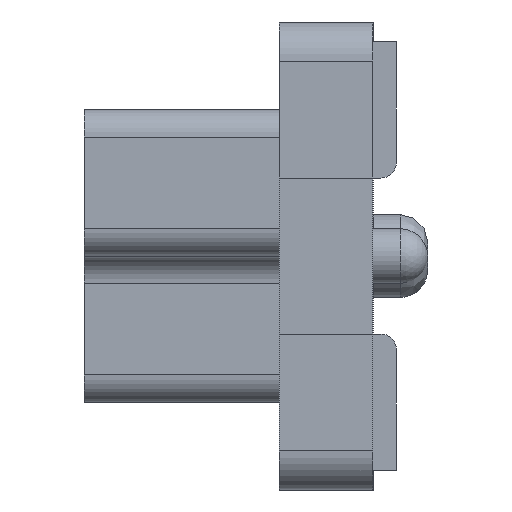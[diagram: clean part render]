
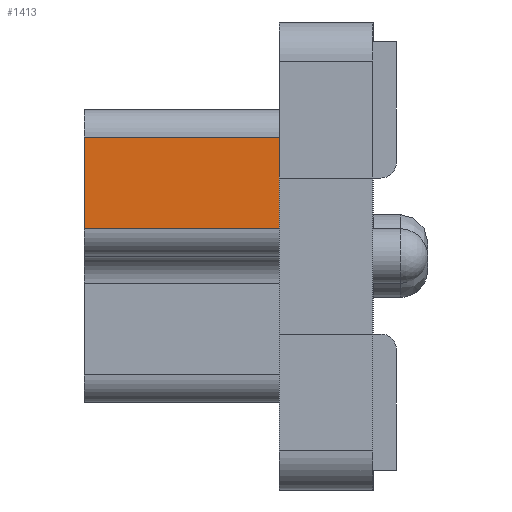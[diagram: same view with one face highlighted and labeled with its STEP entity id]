
A CAD part, left-side view. The second image highlights one B-rep face of the part: STEP entity #1413.
In plain terms, the highlighted planar face has unit normal (-1, 0, 0).
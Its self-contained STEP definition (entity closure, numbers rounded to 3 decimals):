
#1413 = ADVANCED_FACE( '', ( #2888 ), #2889, .T. );
#2888 = FACE_OUTER_BOUND( '', #4460, .T. );
#2889 = PLANE( '', #4461 );
#4460 = EDGE_LOOP( '', ( #9002, #9003, #9004, #9005 ) );
#4461 = AXIS2_PLACEMENT_3D( '', #9006, #9007, #9008 );
#9002 = ORIENTED_EDGE( '', *, *, #11336, .F. );
#9003 = ORIENTED_EDGE( '', *, *, #11269, .F. );
#9004 = ORIENTED_EDGE( '', *, *, #9828, .T. );
#9005 = ORIENTED_EDGE( '', *, *, #10988, .T. );
#9006 = CARTESIAN_POINT( '', ( -10.115, 1.2, 0.35 ) );
#9007 = DIRECTION( '', ( -1., 0., 0. ) );
#9008 = DIRECTION( '', ( 0., 0., 1. ) );
#9828 = EDGE_CURVE( '', #11920, #11918, #11921, .T. );
#10988 = EDGE_CURVE( '', #11918, #13812, #13815, .T. );
#11269 = EDGE_CURVE( '', #11920, #14188, #14191, .T. );
#11336 = EDGE_CURVE( '', #14188, #13812, #14272, .T. );
#11918 = VERTEX_POINT( '', #14995 );
#11920 = VERTEX_POINT( '', #14997 );
#11921 = LINE( '', #14998, #14999 );
#13812 = VERTEX_POINT( '', #17790 );
#13815 = LINE( '', #17793, #17794 );
#14188 = VERTEX_POINT( '', #18334 );
#14191 = LINE( '', #18338, #18339 );
#14272 = LINE( '', #18460, #18461 );
#14995 = CARTESIAN_POINT( '', ( -10.115, 1.2, 1.525 ) );
#14997 = CARTESIAN_POINT( '', ( -10.115, 1.2, 0.35 ) );
#14998 = CARTESIAN_POINT( '', ( -10.115, 1.2, 0.35 ) );
#14999 = VECTOR( '', #19144, 1000. );
#17790 = CARTESIAN_POINT( '', ( -10.115, 3.7, 1.525 ) );
#17793 = CARTESIAN_POINT( '', ( -10.115, 1.2, 1.525 ) );
#17794 = VECTOR( '', #20234, 1000. );
#18334 = CARTESIAN_POINT( '', ( -10.115, 3.7, 0.35 ) );
#18338 = CARTESIAN_POINT( '', ( -10.115, 1.2, 0.35 ) );
#18339 = VECTOR( '', #20463, 1000. );
#18460 = CARTESIAN_POINT( '', ( -10.115, 3.7, 0.35 ) );
#18461 = VECTOR( '', #20513, 1000. );
#19144 = DIRECTION( '', ( 0., 0., 1. ) );
#20234 = DIRECTION( '', ( 0., 1., 0. ) );
#20463 = DIRECTION( '', ( 0., 1., 0. ) );
#20513 = DIRECTION( '', ( 0., 0., 1. ) );
